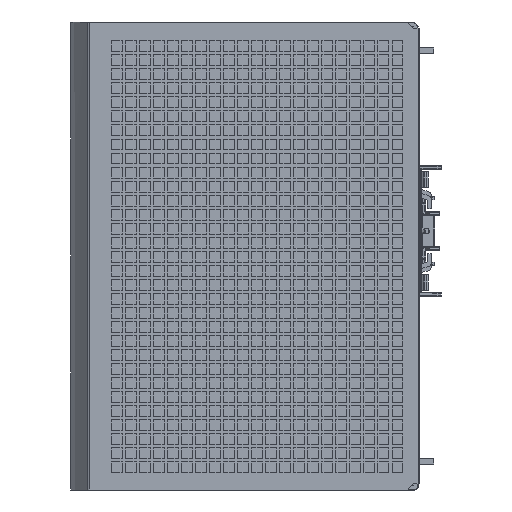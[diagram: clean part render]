
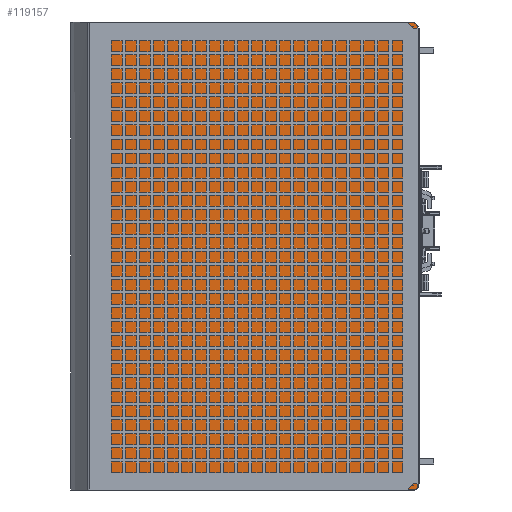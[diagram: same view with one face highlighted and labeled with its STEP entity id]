
A CAD part, left-side view. The second image highlights one B-rep face of the part: STEP entity #119157.
In plain terms, the highlighted planar face has unit normal (-1, 0, 0).
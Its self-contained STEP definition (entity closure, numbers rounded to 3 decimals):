
#1235=DIRECTION('',(0.,0.,1.));
#1236=VECTOR('',#1235,147.4);
#1237=CARTESIAN_POINT('',(17.363,5.134,-149.));
#1238=LINE('',#1237,#1236);
#1244=CARTESIAN_POINT('',(17.363,7.,-2.));
#1245=DIRECTION('',(1.,0.,0.));
#1246=DIRECTION('',(0.,0.,1.));
#1247=AXIS2_PLACEMENT_3D('',#1244,#1245,#1246);
#1249=CARTESIAN_POINT('',(17.363,6.,-149.));
#1250=DIRECTION('',(1.,0.,0.));
#1251=DIRECTION('',(0.,-1.,0.));
#1252=AXIS2_PLACEMENT_3D('',#1249,#1250,#1251);
#1254=CARTESIAN_POINT('',(17.363,110.,-149.7));
#1255=DIRECTION('',(1.,0.,0.));
#1256=DIRECTION('',(0.,0.,-1.));
#1257=AXIS2_PLACEMENT_3D('',#1254,#1255,#1256);
#1259=DIRECTION('',(0.,0.,-1.));
#1260=VECTOR('',#1259,146.8);
#1261=CARTESIAN_POINT('',(17.363,109.3,-1.6));
#1262=LINE('',#1261,#1260);
#1424=DIRECTION('',(0.,1.,0.));
#1425=VECTOR('',#1424,103.368);
#1426=CARTESIAN_POINT('',(17.363,6.632,-148.534));
#1427=LINE('',#1426,#1425);
#1433=DIRECTION('',(0.,-1.,0.));
#1434=VECTOR('',#1433,102.833);
#1435=CARTESIAN_POINT('',(17.363,109.3,-148.4));
#1436=LINE('',#1435,#1434);
#1437=CARTESIAN_POINT('',(17.363,6.467,-148.4));
#1438=CARTESIAN_POINT('',(17.363,6.47,-148.433));
#1439=CARTESIAN_POINT('',(17.363,6.486,-148.488));
#1440=CARTESIAN_POINT('',(17.363,6.555,-148.531));
#1441=CARTESIAN_POINT('',(17.363,6.604,-148.534));
#1442=CARTESIAN_POINT('',(17.363,6.632,-148.534));
#1444=CARTESIAN_POINT('',(17.363,6.632,-148.534));
#1469=CARTESIAN_POINT('',(17.363,110.,-148.7));
#1470=DIRECTION('',(-1.,0.,0.));
#1471=DIRECTION('',(0.,0.,1.));
#1472=AXIS2_PLACEMENT_3D('',#1469,#1470,#1471);
#1474=DIRECTION('',(0.,0.,-1.));
#1475=VECTOR('',#1474,1.);
#1476=CARTESIAN_POINT('',(17.363,110.166,-148.7));
#1477=LINE('',#1476,#1475);
#1498=DIRECTION('',(0.,-1.,0.));
#1499=VECTOR('',#1498,104.);
#1500=CARTESIAN_POINT('',(17.363,110.,-149.866));
#1501=LINE('',#1500,#1499);
#5325=DIRECTION('',(0.,1.,0.));
#5326=VECTOR('',#5325,0.043);
#5327=CARTESIAN_POINT('',(17.363,5.134,-1.6));
#5328=LINE('',#5327,#5326);
#5346=DIRECTION('',(0.,1.,0.));
#5347=VECTOR('',#5346,103.);
#5348=CARTESIAN_POINT('',(17.363,7.,-0.134));
#5349=LINE('',#5348,#5347);
#5355=CARTESIAN_POINT('',(17.363,110.,-0.3));
#5356=DIRECTION('',(-1.,0.,0.));
#5357=DIRECTION('',(0.,0.,1.));
#5358=AXIS2_PLACEMENT_3D('',#5355,#5356,#5357);
#5370=DIRECTION('',(0.,0.,-1.));
#5371=VECTOR('',#5370,1.);
#5372=CARTESIAN_POINT('',(17.363,110.166,-0.3));
#5373=LINE('',#5372,#5371);
#5389=CARTESIAN_POINT('',(17.363,110.,-1.3));
#5390=DIRECTION('',(-1.,0.,0.));
#5391=DIRECTION('',(0.,1.,0.));
#5392=AXIS2_PLACEMENT_3D('',#5389,#5390,#5391);
#5416=DIRECTION('',(0.,-1.,0.));
#5417=VECTOR('',#5416,103.368);
#5418=CARTESIAN_POINT('',(17.363,110.,-1.466));
#5419=LINE('',#5418,#5417);
#5424=CARTESIAN_POINT('',(17.363,6.632,-1.466));
#5425=CARTESIAN_POINT('',(17.363,6.607,-1.466));
#5426=CARTESIAN_POINT('',(17.363,6.564,-1.47));
#5427=CARTESIAN_POINT('',(17.363,6.509,-1.494));
#5428=CARTESIAN_POINT('',(17.363,6.477,-1.541));
#5429=CARTESIAN_POINT('',(17.363,6.469,-1.579));
#5430=CARTESIAN_POINT('',(17.363,6.467,-1.6));
#5452=DIRECTION('',(0.,1.,0.));
#5453=VECTOR('',#5452,102.833);
#5454=CARTESIAN_POINT('',(17.363,6.467,-1.6));
#5455=LINE('',#5454,#5453);
#76204=CARTESIAN_POINT('',(17.363,110.,-149.866));
#76205=CARTESIAN_POINT('',(17.363,110.166,-149.7));
#76206=VERTEX_POINT('',#76204);
#76207=VERTEX_POINT('',#76205);
#76208=CARTESIAN_POINT('',(17.363,109.3,-1.6));
#76209=CARTESIAN_POINT('',(17.363,109.3,-148.4));
#76210=VERTEX_POINT('',#76208);
#76211=VERTEX_POINT('',#76209);
#76220=CARTESIAN_POINT('',(17.363,5.134,-1.6));
#76221=CARTESIAN_POINT('',(17.363,5.178,-1.6));
#76222=VERTEX_POINT('',#76220);
#76223=VERTEX_POINT('',#76221);
#76247=CARTESIAN_POINT('',(17.363,6.467,
-1.6));
#76248=VERTEX_POINT('',#76247);
#76249=CARTESIAN_POINT('',(17.363,7.,-0.134));
#76250=VERTEX_POINT('',#76249);
#76252=CARTESIAN_POINT('',(17.363,110.,-0.134));
#76253=VERTEX_POINT('',#76252);
#76258=CARTESIAN_POINT('',(17.363,110.166,-0.3));
#76259=VERTEX_POINT('',#76258);
#76262=CARTESIAN_POINT('',(17.363,110.166,-1.3));
#76263=VERTEX_POINT('',#76262);
#76266=CARTESIAN_POINT('',(17.363,110.,-1.466));
#76267=VERTEX_POINT('',#76266);
#76273=CARTESIAN_POINT('',(17.363,6.632,
-1.466));
#76274=VERTEX_POINT('',#76273);
#76360=CARTESIAN_POINT('',(17.363,6.467,
-148.4));
#76361=VERTEX_POINT('',#76360);
#76370=VERTEX_POINT('',#1444);
#76371=CARTESIAN_POINT('',(17.363,110.,-148.534));
#76372=VERTEX_POINT('',#76371);
#76373=CARTESIAN_POINT('',(17.363,110.166,-148.7));
#76374=VERTEX_POINT('',#76373);
#76395=CARTESIAN_POINT('',(17.363,5.134,-149.));
#76396=CARTESIAN_POINT('',(17.363,6.,-149.866));
#76397=VERTEX_POINT('',#76395);
#76398=VERTEX_POINT('',#76396);
#119114=CARTESIAN_POINT('',(17.363,57.65,-75.));
#119115=DIRECTION('',(1.,0.,0.));
#119116=DIRECTION('',(0.,1.,0.));
#119117=AXIS2_PLACEMENT_3D('',#119114,#119115,#119116);
#119118=PLANE('',#119117);
#119120=ORIENTED_EDGE('',*,*,#119119,.F.);
#119122=ORIENTED_EDGE('',*,*,#119121,.F.);
#119124=ORIENTED_EDGE('',*,*,#119123,.F.);
#119126=ORIENTED_EDGE('',*,*,#119125,.F.);
#119128=ORIENTED_EDGE('',*,*,#119127,.F.);
#119130=ORIENTED_EDGE('',*,*,#119129,.F.);
#119132=ORIENTED_EDGE('',*,*,#119131,.F.);
#119134=ORIENTED_EDGE('',*,*,#119133,.F.);
#119136=ORIENTED_EDGE('',*,*,#119135,.T.);
#119138=ORIENTED_EDGE('',*,*,#119137,.F.);
#119139=ORIENTED_EDGE('',*,*,#119091,.F.);
#119140=ORIENTED_EDGE('',*,*,#119104,.T.);
#119142=ORIENTED_EDGE('',*,*,#119141,.F.);
#119144=ORIENTED_EDGE('',*,*,#119143,.T.);
#119146=ORIENTED_EDGE('',*,*,#119145,.F.);
#119148=ORIENTED_EDGE('',*,*,#119147,.F.);
#119150=ORIENTED_EDGE('',*,*,#119149,.F.);
#119152=ORIENTED_EDGE('',*,*,#119151,.F.);
#119154=ORIENTED_EDGE('',*,*,#119153,.F.);
#119155=EDGE_LOOP('',(#119120,#119122,#119124,#119126,#119128,#119130,#119132,
#119134,#119136,#119138,#119139,#119140,#119142,#119144,#119146,#119148,#119150,
#119152,#119154));
#119156=FACE_OUTER_BOUND('',#119155,.F.);
#119157=ADVANCED_FACE('',(#119156),#119118,.F.);
#1248=CIRCLE('',#1247,1.866);
#1253=CIRCLE('',#1252,0.866);
#1258=CIRCLE('',#1257,0.166);
#1443=B_SPLINE_CURVE_WITH_KNOTS('',3,(#1437,#1438,#1439,#1440,#1441,#1442),
.UNSPECIFIED.,.F.,.F.,(4,1,1,4),(0.,0.333,0.667,1.),
.UNSPECIFIED.);
#1473=CIRCLE('',#1472,0.166);
#5359=CIRCLE('',#5358,0.166);
#5393=CIRCLE('',#5392,0.166);
#5431=B_SPLINE_CURVE_WITH_KNOTS('',3,(#5424,#5425,#5426,#5427,#5428,#5429,
#5430),.UNSPECIFIED.,.F.,.F.,(4,1,1,1,4),(0.,0.25,0.5,0.75,1.),
.UNSPECIFIED.);
#119091=EDGE_CURVE('',#76397,#76222,#1238,.T.);
#119104=EDGE_CURVE('',#76397,#76398,#1253,.T.);
#119119=EDGE_CURVE('',#76210,#76211,#1262,.T.);
#119121=EDGE_CURVE('',#76248,#76210,#5455,.T.);
#119123=EDGE_CURVE('',#76274,#76248,#5431,.T.);
#119125=EDGE_CURVE('',#76267,#76274,#5419,.T.);
#119127=EDGE_CURVE('',#76263,#76267,#5393,.T.);
#119129=EDGE_CURVE('',#76259,#76263,#5373,.T.);
#119131=EDGE_CURVE('',#76253,#76259,#5359,.T.);
#119133=EDGE_CURVE('',#76250,#76253,#5349,.T.);
#119135=EDGE_CURVE('',#76250,#76223,#1248,.T.);
#119137=EDGE_CURVE('',#76222,#76223,#5328,.T.);
#119141=EDGE_CURVE('',#76206,#76398,#1501,.T.);
#119143=EDGE_CURVE('',#76206,#76207,#1258,.T.);
#119145=EDGE_CURVE('',#76374,#76207,#1477,.T.);
#119147=EDGE_CURVE('',#76372,#76374,#1473,.T.);
#119149=EDGE_CURVE('',#76370,#76372,#1427,.T.);
#119151=EDGE_CURVE('',#76361,#76370,#1443,.T.);
#119153=EDGE_CURVE('',#76211,#76361,#1436,.T.);
